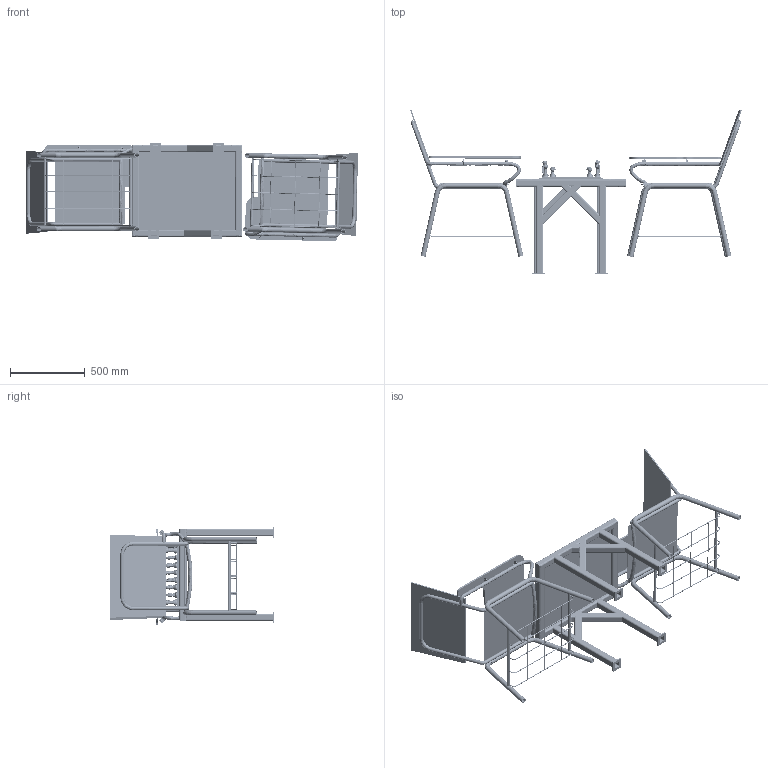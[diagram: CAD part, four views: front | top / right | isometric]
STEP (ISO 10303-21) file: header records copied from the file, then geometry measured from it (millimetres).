
FILE_DESCRIPTION(('FreeCAD Model'),'2;1');
FILE_NAME('Open CASCADE Shape Model','2025-05-09T13:22:35',('FreeCAD'),( 'FreeCAD'),'Open CASCADE STEP processor 7.6','FreeCAD','Unknown');
FILE_SCHEMA(('AUTOMOTIVE_DESIGN { 1 0 10303 214 1 1 1 1 }'));
Products named in the file (1): Open CASCADE STEP translator 7.6 1
Bounding box: 2225.2 x 1104.6 x 659.46 mm (x, y, z)
Volume: 35211786.6 mm3; surface area: 8396382.6 mm2
Topology: 162 solids, 198 shells, 6714 faces, 16488 edges, 10024 vertices
Faces by surface type: bspline 6714
Entity records: 225506 total; most frequent: CARTESIAN_POINT 135607, ORIENTED_EDGE 32136, EDGE_CURVE 16248, VERTEX_POINT 10024, B_SPLINE_CURVE_WITH_KNOTS 8396, FACE_BOUND 6910, EDGE_LOOP 6910, ADVANCED_FACE 6714
